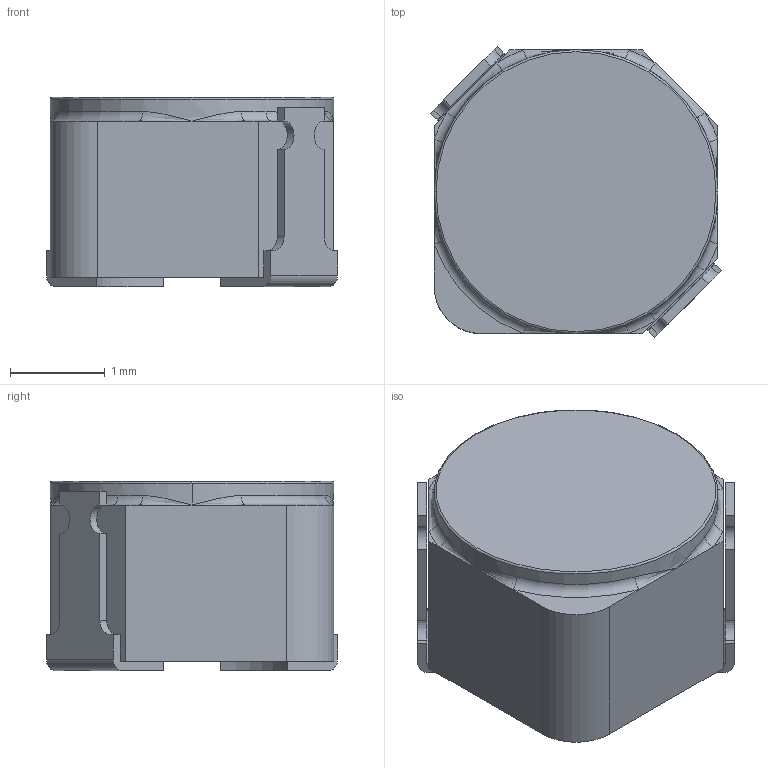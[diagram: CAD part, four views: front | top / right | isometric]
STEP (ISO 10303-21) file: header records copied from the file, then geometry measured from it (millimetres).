
FILE_DESCRIPTION (( 'STEP AP214' ), '1' );
FILE_NAME ('CDRH2D18 h1.9.STEP', '2019-11-27T20:01:12', ( 'Elessar' ), ( '' ), 'SwSTEP 2.0', 'SolidWorks 2018', '' );
FILE_SCHEMA (( 'AUTOMOTIVE_DESIGN' ));
Length unit declared in the file: millimetre
Products named in the file (1): CDRH2D18 h1.9
Bounding box: 3.08 x 3.08 x 2 mm (x, y, z)
Volume: 15.3 mm3; surface area: 42.8 mm2
Topology: 1 solids, 1 shells, 87 faces, 234 edges, 142 vertices
Faces by surface type: plane 43, cylinder 24, bspline 11, torus 9
Entity records: 3853 total; most frequent: CARTESIAN_POINT 734, ORIENTED_EDGE 452, DIRECTION 447, EDGE_CURVE 226, AXIS2_PLACEMENT_3D 155, VERTEX_POINT 142, VECTOR 137, LINE 137
